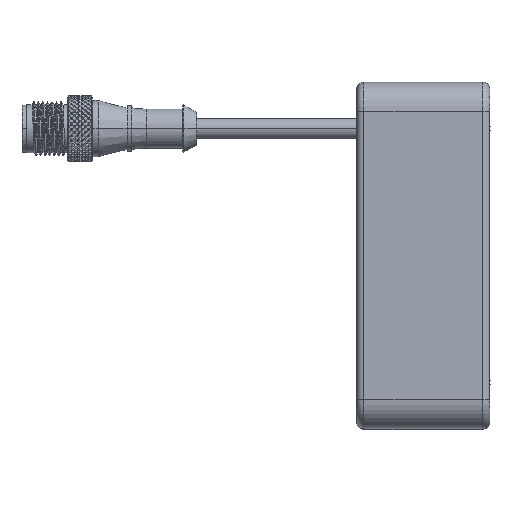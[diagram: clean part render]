
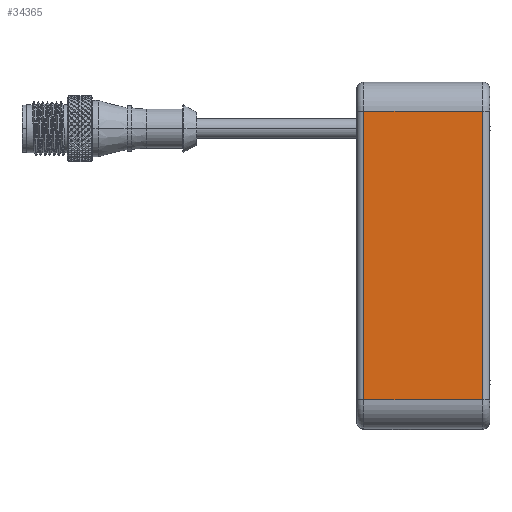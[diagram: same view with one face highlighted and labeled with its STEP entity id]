
A CAD part, top view. The second image highlights one B-rep face of the part: STEP entity #34365.
In plain terms, the highlighted planar face has unit normal (0, 0, 1).
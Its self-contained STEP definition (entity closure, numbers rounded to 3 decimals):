
#245=DIRECTION('',(0.,-1.,0.));
#246=VECTOR('',#245,63.5);
#247=CARTESIAN_POINT('',(27.686,31.75,38.1));
#248=LINE('',#247,#246);
#249=DIRECTION('',(-1.,0.,0.));
#250=VECTOR('',#249,26.162);
#251=CARTESIAN_POINT('',(27.686,-31.75,38.1));
#252=LINE('',#251,#250);
#253=DIRECTION('',(0.,1.,0.));
#254=VECTOR('',#253,63.5);
#255=CARTESIAN_POINT('',(1.524,-31.75,38.1));
#256=LINE('',#255,#254);
#262=DIRECTION('',(-1.,0.,0.));
#263=VECTOR('',#262,26.162);
#264=CARTESIAN_POINT('',(27.686,31.75,38.1));
#265=LINE('',#264,#263);
#30929=CARTESIAN_POINT('',(1.524,31.75,38.1));
#30931=VERTEX_POINT('',#30929);
#30955=CARTESIAN_POINT('',(1.524,-31.75,38.1));
#30956=VERTEX_POINT('',#30955);
#31027=CARTESIAN_POINT('',(27.686,-31.75,38.1));
#31029=VERTEX_POINT('',#31027);
#31053=CARTESIAN_POINT('',(27.686,31.75,38.1));
#31054=VERTEX_POINT('',#31053);
#34351=CARTESIAN_POINT('',(0.,31.75,38.1));
#34352=DIRECTION('',(0.,0.,1.));
#34353=DIRECTION('',(0.,-1.,0.));
#34354=AXIS2_PLACEMENT_3D('',#34351,#34352,#34353);
#34355=PLANE('',#34354);
#34357=ORIENTED_EDGE('',*,*,#34356,.F.);
#34359=ORIENTED_EDGE('',*,*,#34358,.T.);
#34361=ORIENTED_EDGE('',*,*,#34360,.T.);
#34362=ORIENTED_EDGE('',*,*,#34345,.T.);
#34363=EDGE_LOOP('',(#34357,#34359,#34361,#34362));
#34364=FACE_OUTER_BOUND('',#34363,.F.);
#34365=ADVANCED_FACE('',(#34364),#34355,.T.);
#34345=EDGE_CURVE('',#30956,#30931,#256,.T.);
#34356=EDGE_CURVE('',#31054,#30931,#265,.T.);
#34358=EDGE_CURVE('',#31054,#31029,#248,.T.);
#34360=EDGE_CURVE('',#31029,#30956,#252,.T.);
